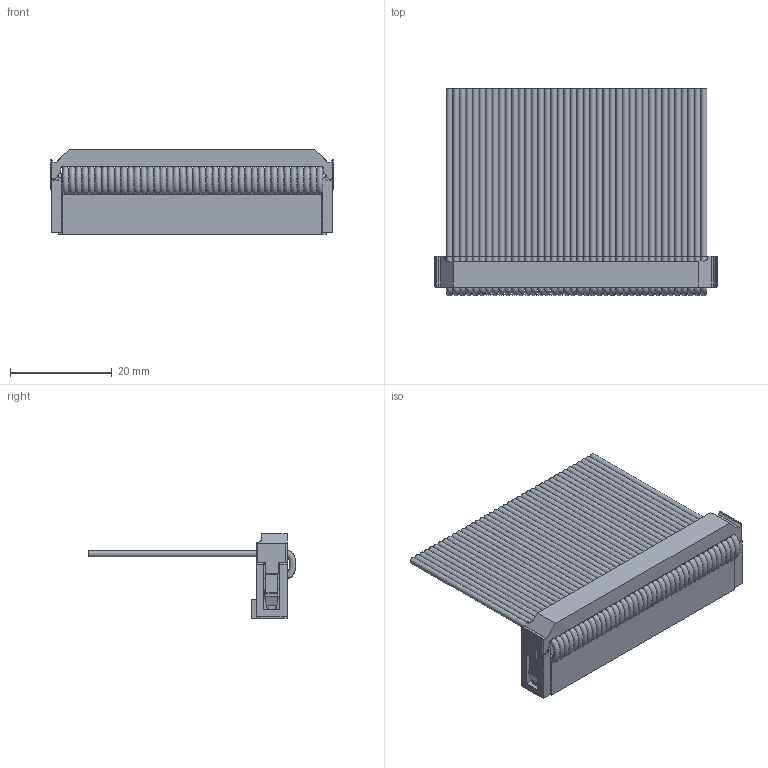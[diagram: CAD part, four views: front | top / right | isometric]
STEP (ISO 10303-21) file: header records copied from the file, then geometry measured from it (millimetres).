
FILE_DESCRIPTION(('FreeCAD Model'),'2;1');
FILE_NAME('Open CASCADE Shape Model','2025-10-04T19:31:33',(''),(''), 'Open CASCADE STEP processor 7.8','FreeCAD','Unknown');
FILE_SCHEMA(('AUTOMOTIVE_DESIGN { 1 0 10303 214 1 1 1 1 }'));
Length unit declared in the file: millimetre
Products named in the file (42): Exploded Slice; Slice.0; Slice.3; Slice.4; Slice.7; Slice.8; Slice.11; Slice.12; Slice.15; Slice.16; Slice.19; Slice.20; Slice.23; Slice.24; Slice.27; Slice.28; Slice.31; Slice.32; Slice.35; Slice.36; Slice.39; Slice.40; Slice.43; Slice.44; Slice.47; Slice.48; Slice.51; Slice.53; Slice.54; Slice.57; Slice.58; Slice.61; Slice.63; Slice.64; Slice.67; Slice.68; Slice.71; Slice.73; Slice.75; Slice.77 ...
Assembly tree (41 placements, depth 2):
  Exploded Slice
    Slice.0
    Slice.3
    Slice.4
    Slice.7
    Slice.8
    Slice.11
    Slice.12
    Slice.15
    Slice.16
    Slice.19
    Slice.20
    Slice.23
    Slice.24
    Slice.27
    Slice.28
    Slice.31
    Slice.32
    Slice.35
    Slice.36
    Slice.39
    Slice.40
    Slice.43
    Slice.44
    Slice.47
    Slice.48
    Slice.51
    Slice.53
    Slice.54
    Slice.57
    Slice.58
    Slice.61
    Slice.63
    Slice.64
    Slice.67
    Slice.68
    Slice.71
    Slice.73
    Slice.75
    Slice.77
    Slice.79
    Slice.81
Bounding box: 55.63 x 40.82 x 16.66 mm (x, y, z)
Volume: 7097.4 mm3; surface area: 12430.3 mm2
Topology: 82 solids, 82 shells, 964 faces, 1996 edges, 1242 vertices
Faces by surface type: plane 756, bspline 120, cylinder 88
Full cylindrical faces by diameter (mm): 1.22 x40
Entity records: 32353 total; most frequent: CARTESIAN_POINT 11144, ORIENTED_EDGE 3992, DIRECTION 3920, EDGE_CURVE 1996, LINE 1488, VECTOR 1488, VERTEX_POINT 1242, AXIS2_PLACEMENT_3D 1216
